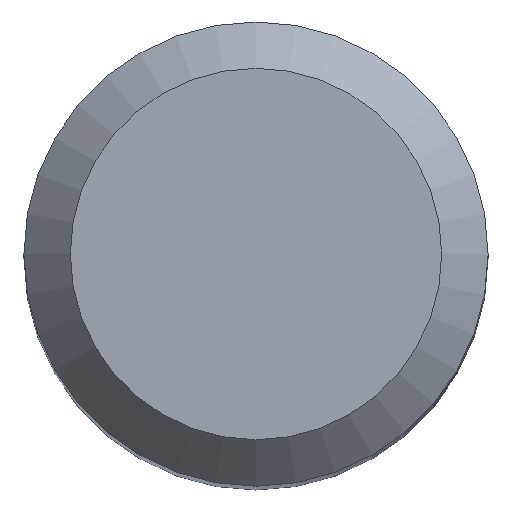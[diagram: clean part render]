
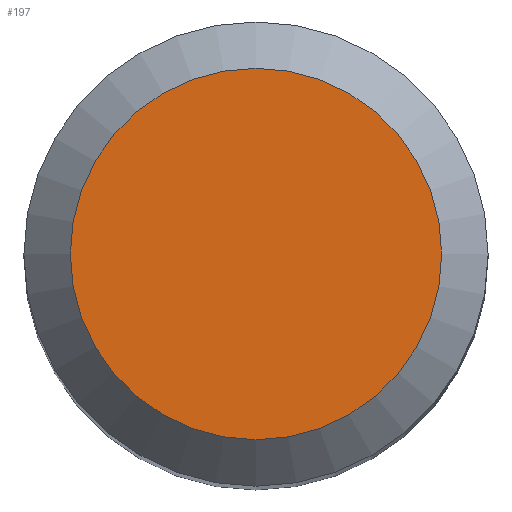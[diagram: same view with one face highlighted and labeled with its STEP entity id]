
A CAD part, top view. The second image highlights one B-rep face of the part: STEP entity #197.
In plain terms, the highlighted planar face has unit normal (0, 0, 1).
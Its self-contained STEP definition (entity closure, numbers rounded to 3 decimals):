
#9 = FACE_OUTER_BOUND ( 'NONE', #179, .T. ) ;
#28 = EDGE_CURVE ( 'NONE', #61, #61, #82, .T. ) ;
#30 = DIRECTION ( 'NONE',  ( 0., 0., -1. ) ) ;
#43 = ORIENTED_EDGE ( 'NONE', *, *, #28, .F. ) ;
#56 = CARTESIAN_POINT ( 'NONE',  ( 0., 2.4, 40. ) ) ;
#61 = VERTEX_POINT ( 'NONE', #56 ) ;
#63 = DIRECTION ( 'NONE',  ( 0., 1., 0. ) ) ;
#78 = AXIS2_PLACEMENT_3D ( 'NONE', #204, #239, #63 ) ;
#82 = CIRCLE ( 'NONE', #78, 2.4 ) ;
#123 = PLANE ( 'NONE',  #130 ) ;
#126 = DIRECTION ( 'NONE',  ( 0., 1., 0. ) ) ;
#130 = AXIS2_PLACEMENT_3D ( 'NONE', #163, #30, #126 ) ;
#163 = CARTESIAN_POINT ( 'NONE',  ( 0., 0., 40. ) ) ;
#179 = EDGE_LOOP ( 'NONE', ( #43 ) ) ;
#197 = ADVANCED_FACE ( 'NONE', ( #9 ), #123, .F. ) ;
#204 = CARTESIAN_POINT ( 'NONE',  ( 0., 0., 40. ) ) ;
#239 = DIRECTION ( 'NONE',  ( 0., 0., -1. ) ) ;
